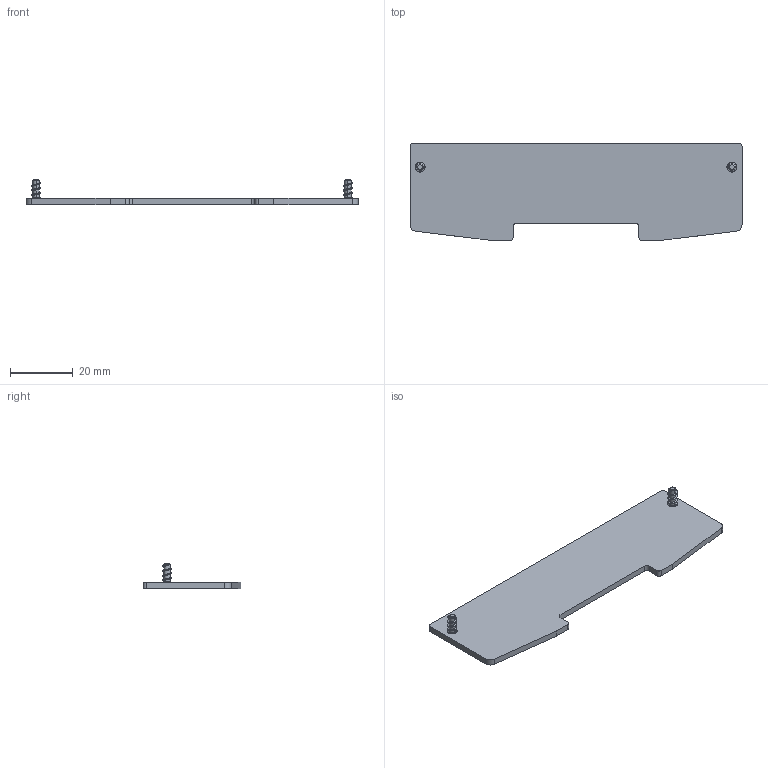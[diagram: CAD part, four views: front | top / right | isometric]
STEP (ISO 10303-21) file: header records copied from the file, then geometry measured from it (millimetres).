
FILE_DESCRIPTION(('FreeCAD Model'),'2;1');
FILE_NAME('Open CASCADE Shape Model','2023-04-04T12:33:03',(''),(''), 'Open CASCADE STEP processor 7.6','FreeCAD','Unknown');
FILE_SCHEMA(('AUTOMOTIVE_DESIGN { 1 0 10303 214 1 1 1 1 }'));
Length unit declared in the file: millimetre
Products named in the file (3): Unnamed; Solid002; Solid005
Assembly tree (3 placements, depth 2):
  Unnamed
    Solid002
    Solid005  x2
Bounding box: 105.4 x 31 x 8 mm (x, y, z)
Volume: 5949.1 mm3; surface area: 6720.1 mm2
Topology: 3 solids, 3 shells, 284 faces, 668 edges, 376 vertices
Faces by surface type: cylinder 134, plane 52, sphere 32, torus 26, bspline 20, cone 14, revolution 6
Entity records: 6433 total; most frequent: CARTESIAN_POINT 2792, DIRECTION 786, ORIENTED_EDGE 726, EDGE_CURVE 363, AXIS2_PLACEMENT_3D 315, VERTEX_POINT 212, FACE_BOUND 161, EDGE_LOOP 161
